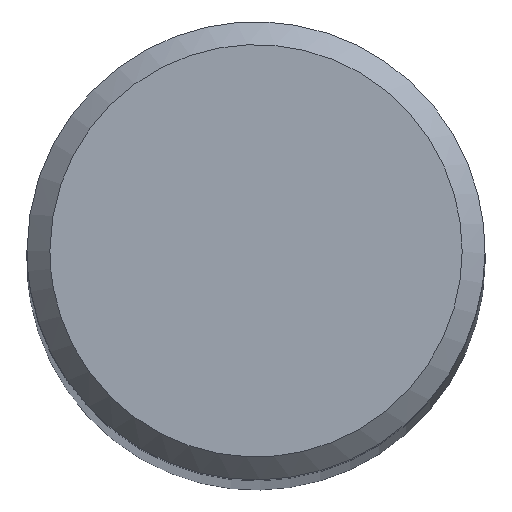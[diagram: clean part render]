
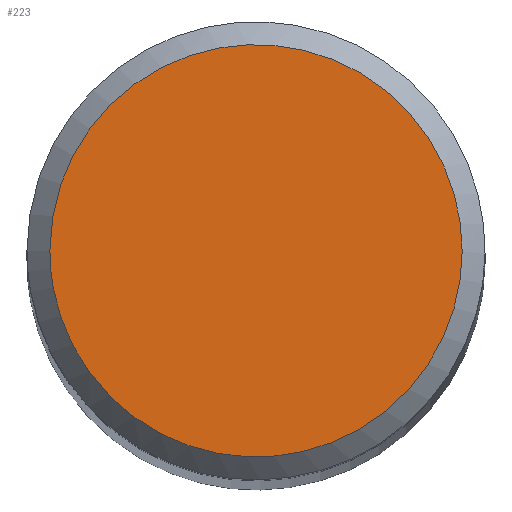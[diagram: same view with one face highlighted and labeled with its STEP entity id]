
A CAD part, top view. The second image highlights one B-rep face of the part: STEP entity #223.
In plain terms, the highlighted planar face has unit normal (0, 0, 1).
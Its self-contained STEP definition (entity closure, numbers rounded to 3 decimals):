
#174 = VERTEX_POINT('', #175);
#175 = CARTESIAN_POINT('', (-2.7, 0., 0.));
#180 = EDGE_CURVE('', #174, #174, #181, .T.);
#181 = (
   BOUNDED_CURVE ()
   B_SPLINE_CURVE (2, (#182, #183, #184, #185, #186, #187, #188, #189, #190), .UNSPECIFIED., .T., .U.)
   B_SPLINE_CURVE_WITH_KNOTS ((3, 2, 2, 2, 3), (0., 1.571, 3.142, 4.712, 6.283), .UNSPECIFIED.)
   CURVE ()
   GEOMETRIC_REPRESENTATION_ITEM ()
   RATIONAL_B_SPLINE_CURVE ((1., 0.707, 1., 0.707, 1., 0.707, 1., 0.707, 1.))
   REPRESENTATION_ITEM ('')
);
#182 = CARTESIAN_POINT('', (-2.7, 0., 0.));
#183 = CARTESIAN_POINT('', (-2.7, 2.7, 0.));
#184 = CARTESIAN_POINT('', (0., 2.7, 0.));
#185 = CARTESIAN_POINT('', (2.7, 2.7, 0.));
#186 = CARTESIAN_POINT('', (2.7, 0., 0.));
#187 = CARTESIAN_POINT('', (2.7, -2.7, 0.));
#188 = CARTESIAN_POINT('', (0., -2.7, 0.));
#189 = CARTESIAN_POINT('', (-2.7, -2.7, 0.));
#190 = CARTESIAN_POINT('', (-2.7, 0., 0.));
#223 = ADVANCED_FACE('', (#224), #227, .T.);
#224 = FACE_OUTER_BOUND('', #225, .T.);
#225 = EDGE_LOOP('', (#226));
#226 = ORIENTED_EDGE('', *, *, #180, .F.);
#227 = PLANE('', #228);
#228 = AXIS2_PLACEMENT_3D('', #229, #230, #231);
#229 = CARTESIAN_POINT('', (4.2, -4.2, 0.));
#230 = DIRECTION('', (0., 0., 1.));
#231 = DIRECTION('', (0., 1., 0.));
